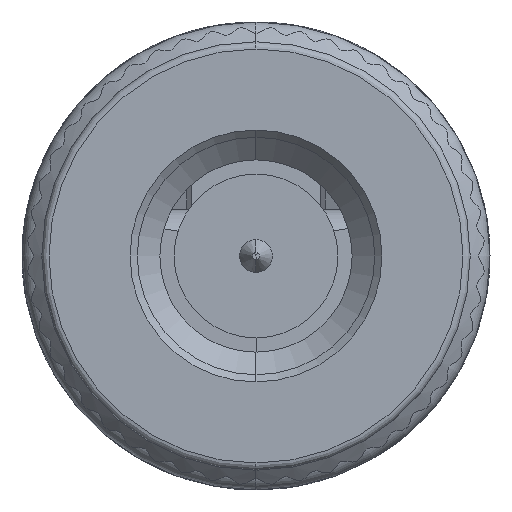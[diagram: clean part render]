
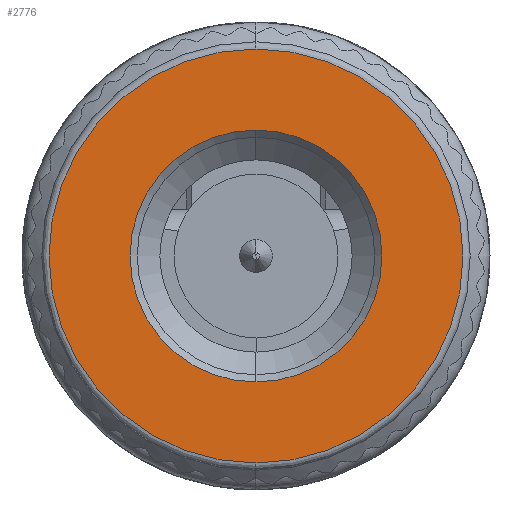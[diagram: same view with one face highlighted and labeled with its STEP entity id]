
A CAD part, front view. The second image highlights one B-rep face of the part: STEP entity #2776.
In plain terms, the highlighted planar face has unit normal (0, -1, 0).
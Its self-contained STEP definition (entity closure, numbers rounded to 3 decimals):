
#14 = AXIS2_PLACEMENT_3D ( 'NONE', #539, #12536, #7440 ) ;
#438 = ORIENTED_EDGE ( 'NONE', *, *, #1355, .F. ) ;
#505 = VERTEX_POINT ( 'NONE', #10876 ) ;
#539 = CARTESIAN_POINT ( 'NONE',  ( 0., 9.652, 48.302 ) ) ;
#561 = ORIENTED_EDGE ( 'NONE', *, *, #12532, .F. ) ;
#1355 = EDGE_CURVE ( 'NONE', #10972, #12123, #9580, .T. ) ;
#1729 = DIRECTION ( 'NONE',  ( 0., 1., 0. ) ) ;
#1806 = CIRCLE ( 'NONE', #11596, 3.5 ) ;
#2728 = VERTEX_POINT ( 'NONE', #10263 ) ;
#2776 = ADVANCED_FACE ( 'NONE', ( #7593, #11443 ), #6672, .T. ) ;
#3074 = DIRECTION ( 'NONE',  ( 0., 1., 0. ) ) ;
#3616 = DIRECTION ( 'NONE',  ( 0., 0., 1. ) ) ;
#4382 = CARTESIAN_POINT ( 'NONE',  ( 0., 9.652, 48.302 ) ) ;
#4448 = CARTESIAN_POINT ( 'NONE',  ( 0., 9.652, 48.302 ) ) ;
#4848 = CARTESIAN_POINT ( 'NONE',  ( 0., 9.652, 42.552 ) ) ;
#4853 = EDGE_LOOP ( 'NONE', ( #438, #561 ) ) ;
#5627 = DIRECTION ( 'NONE',  ( 0., 0., -1. ) ) ;
#5770 = ORIENTED_EDGE ( 'NONE', *, *, #11359, .T. ) ;
#6062 = CARTESIAN_POINT ( 'NONE',  ( 0., 9.652, 48.302 ) ) ;
#6461 = AXIS2_PLACEMENT_3D ( 'NONE', #6544, #9612, #5627 ) ;
#6477 = ORIENTED_EDGE ( 'NONE', *, *, #12350, .T. ) ;
#6544 = CARTESIAN_POINT ( 'NONE',  ( -5.75, 9.652, 48.302 ) ) ;
#6672 = PLANE ( 'NONE',  #6461 ) ;
#7046 = DIRECTION ( 'NONE',  ( 0., 0., 1. ) ) ;
#7440 = DIRECTION ( 'NONE',  ( 0., 0., 1. ) ) ;
#7461 = EDGE_LOOP ( 'NONE', ( #6477, #5770 ) ) ;
#7593 = FACE_BOUND ( 'NONE', #7461, .T. ) ;
#7649 = AXIS2_PLACEMENT_3D ( 'NONE', #4448, #1729, #9669 ) ;
#8285 = CARTESIAN_POINT ( 'NONE',  ( 0., 9.652, 54.052 ) ) ;
#9580 = CIRCLE ( 'NONE', #14, 5.75 ) ;
#9605 = DIRECTION ( 'NONE',  ( 0., 1., 0. ) ) ;
#9612 = DIRECTION ( 'NONE',  ( 0., -1., 0. ) ) ;
#9669 = DIRECTION ( 'NONE',  ( 0., 0., 1. ) ) ;
#10140 = AXIS2_PLACEMENT_3D ( 'NONE', #6062, #3074, #7046 ) ;
#10263 = CARTESIAN_POINT ( 'NONE',  ( 0., 9.652, 51.802 ) ) ;
#10554 = CIRCLE ( 'NONE', #7649, 3.5 ) ;
#10876 = CARTESIAN_POINT ( 'NONE',  ( 0., 9.652, 44.802 ) ) ;
#10972 = VERTEX_POINT ( 'NONE', #8285 ) ;
#11359 = EDGE_CURVE ( 'NONE', #2728, #505, #1806, .T. ) ;
#11443 = FACE_OUTER_BOUND ( 'NONE', #4853, .T. ) ;
#11596 = AXIS2_PLACEMENT_3D ( 'NONE', #4382, #9605, #3616 ) ;
#12123 = VERTEX_POINT ( 'NONE', #4848 ) ;
#12350 = EDGE_CURVE ( 'NONE', #505, #2728, #10554, .T. ) ;
#12440 = CIRCLE ( 'NONE', #10140, 5.75 ) ;
#12532 = EDGE_CURVE ( 'NONE', #12123, #10972, #12440, .T. ) ;
#12536 = DIRECTION ( 'NONE',  ( 0., 1., 0. ) ) ;
